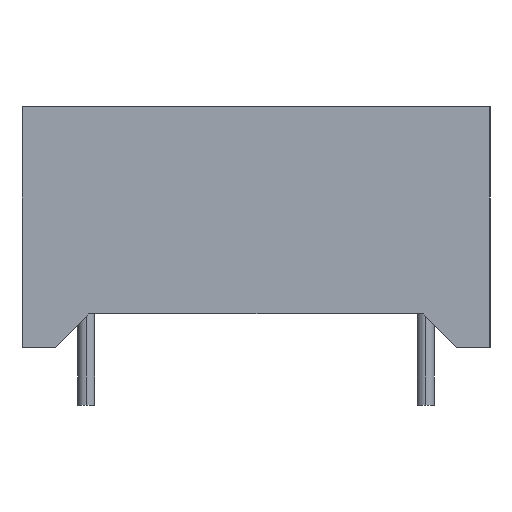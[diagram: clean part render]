
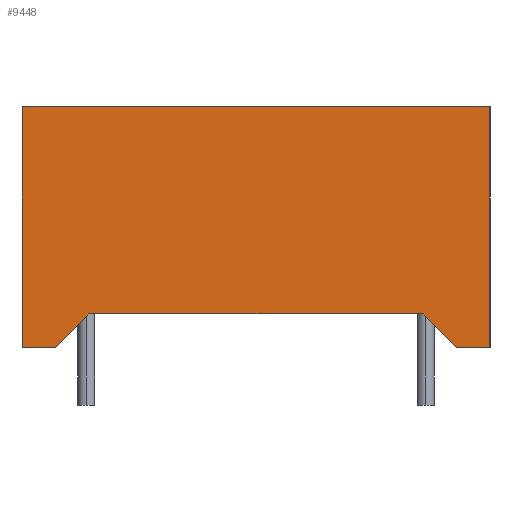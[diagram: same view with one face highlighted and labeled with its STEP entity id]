
A CAD part, left-side view. The second image highlights one B-rep face of the part: STEP entity #9448.
In plain terms, the highlighted planar face has unit normal (-1, 0, 0).
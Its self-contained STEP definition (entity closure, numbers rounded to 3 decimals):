
#171 = AXIS2_PLACEMENT_3D ( 'NONE', #3084, #4862, #10380 ) ;
#363 = ORIENTED_EDGE ( 'NONE', *, *, #7722, .F. ) ;
#423 = LINE ( 'NONE', #9477, #6721 ) ;
#433 = ORIENTED_EDGE ( 'NONE', *, *, #438, .T. ) ;
#438 = EDGE_CURVE ( 'NONE', #9969, #4554, #2550, .T. ) ;
#1090 = EDGE_CURVE ( 'NONE', #10819, #11025, #10680, .T. ) ;
#1530 = DIRECTION ( 'NONE',  ( 0., 1., 0. ) ) ;
#1647 = CARTESIAN_POINT ( 'NONE',  ( -8.65, 2.58, 3.6 ) ) ;
#2082 = CARTESIAN_POINT ( 'NONE',  ( -8.65, 12.08, 7.3 ) ) ;
#2138 = EDGE_CURVE ( 'NONE', #6987, #2986, #10040, .T. ) ;
#2191 = PLANE ( 'NONE',  #171 ) ;
#2428 = ORIENTED_EDGE ( 'NONE', *, *, #3881, .F. ) ;
#2550 = LINE ( 'NONE', #4062, #5003 ) ;
#2567 = DIRECTION ( 'NONE',  ( 0., 0.707, 0.707 ) ) ;
#2577 = VERTEX_POINT ( 'NONE', #5942 ) ;
#2774 = CARTESIAN_POINT ( 'NONE',  ( -8.65, -1.92, 7.3 ) ) ;
#2887 = DIRECTION ( 'NONE',  ( 0., 0., 1. ) ) ;
#2986 = VERTEX_POINT ( 'NONE', #7741 ) ;
#3084 = CARTESIAN_POINT ( 'NONE',  ( -8.65, 12.08, 0.1 ) ) ;
#3093 = EDGE_CURVE ( 'NONE', #6059, #2577, #6520, .T. ) ;
#3108 = DIRECTION ( 'NONE',  ( 0., 0., 1. ) ) ;
#3363 = VECTOR ( 'NONE', #2567, 1000. ) ;
#3613 = LINE ( 'NONE', #10250, #4201 ) ;
#3662 = ORIENTED_EDGE ( 'NONE', *, *, #2138, .F. ) ;
#3781 = VECTOR ( 'NONE', #5629, 1000. ) ;
#3881 = EDGE_CURVE ( 'NONE', #9969, #6059, #11183, .T. ) ;
#4062 = CARTESIAN_POINT ( 'NONE',  ( -8.65, 8.58, 1.1 ) ) ;
#4075 = ORIENTED_EDGE ( 'NONE', *, *, #1090, .F. ) ;
#4201 = VECTOR ( 'NONE', #2887, 1000. ) ;
#4554 = VERTEX_POINT ( 'NONE', #6548 ) ;
#4627 = DIRECTION ( 'NONE',  ( 0., 0.707, -0.707 ) ) ;
#4862 = DIRECTION ( 'NONE',  ( -1., 0., 0. ) ) ;
#5003 = VECTOR ( 'NONE', #10471, 1000. ) ;
#5182 = VECTOR ( 'NONE', #6786, 1000. ) ;
#5198 = FACE_OUTER_BOUND ( 'NONE', #9709, .T. ) ;
#5320 = EDGE_CURVE ( 'NONE', #6987, #11025, #423, .T. ) ;
#5629 = DIRECTION ( 'NONE',  ( 0., -1., 0. ) ) ;
#5815 = LINE ( 'NONE', #1647, #3363 ) ;
#5942 = CARTESIAN_POINT ( 'NONE',  ( -8.65, 12.08, 0.1 ) ) ;
#6059 = VERTEX_POINT ( 'NONE', #7967 ) ;
#6110 = ORIENTED_EDGE ( 'NONE', *, *, #5320, .T. ) ;
#6191 = ORIENTED_EDGE ( 'NONE', *, *, #9345, .F. ) ;
#6520 = LINE ( 'NONE', #11539, #10670 ) ;
#6548 = CARTESIAN_POINT ( 'NONE',  ( -8.65, 0.08, 1.1 ) ) ;
#6721 = VECTOR ( 'NONE', #3108, 1000. ) ;
#6786 = DIRECTION ( 'NONE',  ( 0., 1., 0. ) ) ;
#6987 = VERTEX_POINT ( 'NONE', #9471 ) ;
#7553 = CARTESIAN_POINT ( 'NONE',  ( -8.65, -1.92, 7.3 ) ) ;
#7722 = EDGE_CURVE ( 'NONE', #2986, #4554, #5815, .T. ) ;
#7741 = CARTESIAN_POINT ( 'NONE',  ( -8.65, -0.92, 0.1 ) ) ;
#7967 = CARTESIAN_POINT ( 'NONE',  ( -8.65, 11.08, 0.1 ) ) ;
#7976 = ORIENTED_EDGE ( 'NONE', *, *, #3093, .F. ) ;
#8315 = VECTOR ( 'NONE', #4627, 1000. ) ;
#9345 = EDGE_CURVE ( 'NONE', #2577, #10819, #3613, .T. ) ;
#9448 = ADVANCED_FACE ( 'NONE', ( #5198 ), #2191, .T. ) ;
#9471 = CARTESIAN_POINT ( 'NONE',  ( -8.65, -1.92, 0.1 ) ) ;
#9477 = CARTESIAN_POINT ( 'NONE',  ( -8.65, -1.92, 0.1 ) ) ;
#9709 = EDGE_LOOP ( 'NONE', ( #433, #363, #3662, #6110, #4075, #6191, #7976, #2428 ) ) ;
#9969 = VERTEX_POINT ( 'NONE', #11038 ) ;
#10040 = LINE ( 'NONE', #10490, #5182 ) ;
#10136 = CARTESIAN_POINT ( 'NONE',  ( -8.65, 11.08, 0.1 ) ) ;
#10250 = CARTESIAN_POINT ( 'NONE',  ( -8.65, 12.08, 0.1 ) ) ;
#10380 = DIRECTION ( 'NONE',  ( 0., 0., 1. ) ) ;
#10471 = DIRECTION ( 'NONE',  ( 0., -1., 0. ) ) ;
#10490 = CARTESIAN_POINT ( 'NONE',  ( -8.65, -1.92, 0.1 ) ) ;
#10670 = VECTOR ( 'NONE', #1530, 1000. ) ;
#10680 = LINE ( 'NONE', #7553, #3781 ) ;
#10819 = VERTEX_POINT ( 'NONE', #2082 ) ;
#11025 = VERTEX_POINT ( 'NONE', #2774 ) ;
#11038 = CARTESIAN_POINT ( 'NONE',  ( -8.65, 10.08, 1.1 ) ) ;
#11183 = LINE ( 'NONE', #10136, #8315 ) ;
#11539 = CARTESIAN_POINT ( 'NONE',  ( -8.65, -1.92, 0.1 ) ) ;
